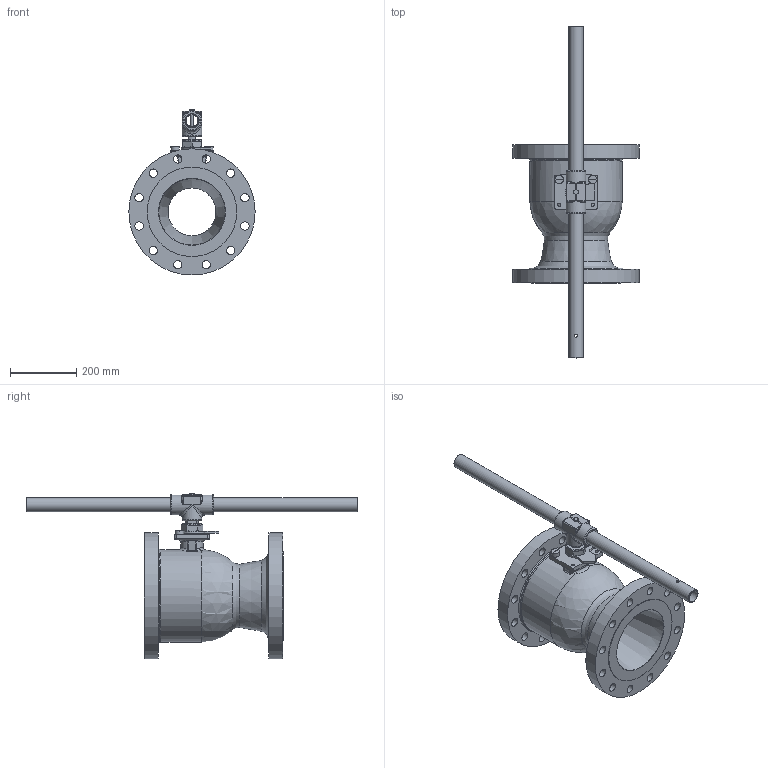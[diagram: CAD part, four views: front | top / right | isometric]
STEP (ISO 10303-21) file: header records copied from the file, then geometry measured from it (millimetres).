
FILE_DESCRIPTION((''),'2;1');
FILE_NAME('GA-80-F52-CL300-W-A-1.stp','2011-05-16T13:59:07',('jaday'),(''),'Autodesk Inventor 2009','Autodesk Inventor 2009','');
FILE_SCHEMA(('AUTOMOTIVE_DESIGN { 1 0 10303 214 1 1 1 1 }'));
Length unit declared in the file: millimetre
Products named in the file (9): GA-80-F52-CL300-W-A-1; GA-B05280-51100-A-1; GA-F51-60-STEM-BUILD-A-1; GA-51-60-041-A-1; GA-44-60-061-A-1; GA-51-60-014-A-1; B00080-01026-A-1; M08-8-060-110-A-1; GA-51-60-031-A-1
Assembly tree (9 placements, depth 2):
  GA-80-F52-CL300-W-A-1
    GA-B05280-51100-A-1
    GA-F51-60-STEM-BUILD-A-1
    GA-51-60-041-A-1
    GA-44-60-061-A-1
    GA-51-60-014-A-1
    B00080-01026-A-1
    M08-8-060-110-A-1
    GA-51-60-031-A-1  x2
Bounding box: 381 x 1002 x 500.93 mm (x, y, z)
Volume: 18438127.6 mm3; surface area: 1312178.9 mm2
Topology: 9 solids, 9 shells, 320 faces, 770 edges, 460 vertices
Faces by surface type: cylinder 118, plane 103, bspline 53, cone 31, sphere 11, torus 4
Full cylindrical faces by diameter (mm): 8 x1, 9 x5, 9.325 x2, 12 x2, 13.02 x4, 25.2 x24, 25.36 x2, 35.5 x1, 42.5 x1, 43.5 x1, 46.8 x1, 46.89 x1, 60 x3, 144.475 x2, 144.77 x1, 269.9 x2, 278.61 x1, 280.5 x1, 381 x2
Entity records: 15226 total; most frequent: CARTESIAN_POINT 8360, DIRECTION 1373, ORIENTED_EDGE 1260, EDGE_CURVE 630, AXIS2_PLACEMENT_3D 578, EDGE_LOOP 480, VERTEX_POINT 428, FACE_OUTER_BOUND 309
